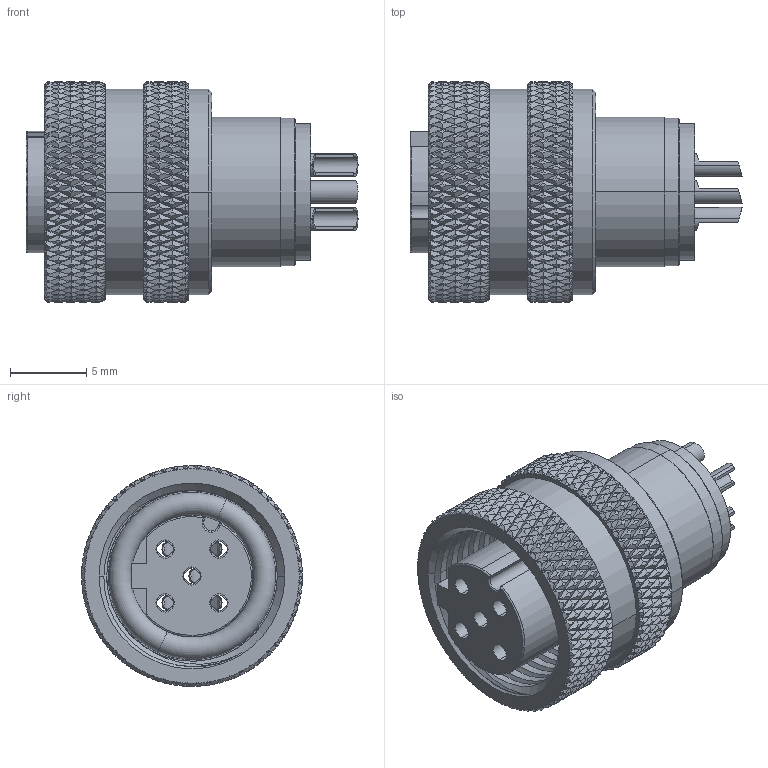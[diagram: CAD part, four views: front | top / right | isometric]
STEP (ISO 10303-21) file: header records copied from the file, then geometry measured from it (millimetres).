
FILE_DESCRIPTION (( 'STEP AP203' ), '1' );
FILE_NAME ('50-01032_revA.STEP', '2023-05-19T15:52:36', ( '' ), ( '' ), 'SwSTEP 2.0', 'SolidWorks 2021', '' );
FILE_SCHEMA (( 'CONFIG_CONTROL_DESIGN' ));
Length unit declared in the file: millimetre
Products named in the file (6): 50-01032-04___; 50-01032_revA; 50-01032-05___; 50-01032-03___; 50-01032-01___; 50-01032-02___
Assembly tree (9 placements, depth 2):
  50-01032_revA
    50-01032-01___
    50-01032-02___
    50-01032-03___  x5
    50-01032-04___
    50-01032-05___
Bounding box: 21.8 x 14.5 x 14.5 mm (x, y, z)
Volume: 1754 mm3; surface area: 3865.6 mm2
Topology: 9 solids, 9 shells, 3126 faces, 9112 edges, 6025 vertices
Faces by surface type: bspline 1592, cylinder 734, cone 539, plane 162, torus 99
Entity records: 481232 total; most frequent: CARTESIAN_POINT 427189, ORIENTED_EDGE 16488, EDGE_CURVE 8244, B_SPLINE_CURVE_WITH_KNOTS 5518, VERTEX_POINT 5481, DIRECTION 4370, EDGE_LOOP 2817, ADVANCED_FACE 2786
